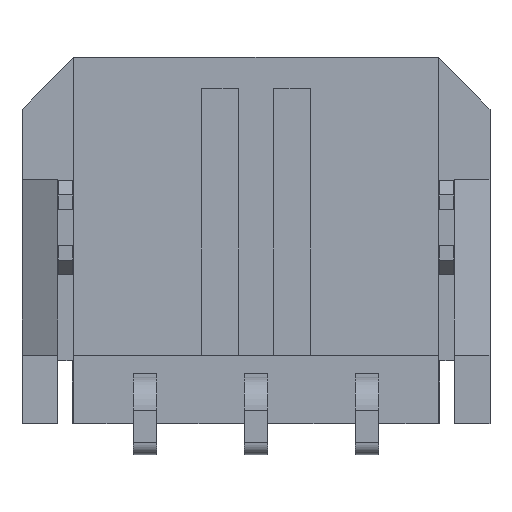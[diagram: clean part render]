
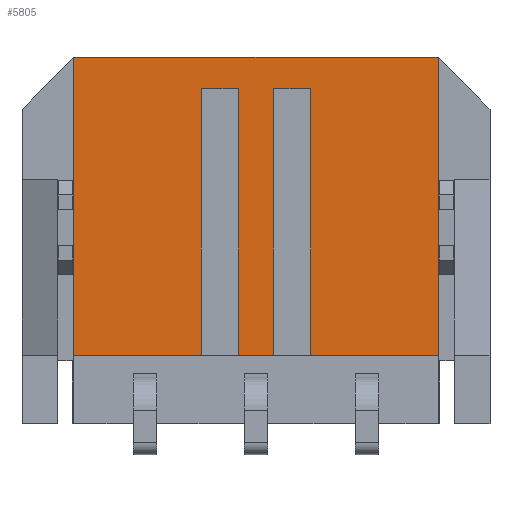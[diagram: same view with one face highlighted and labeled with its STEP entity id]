
A CAD part, front view. The second image highlights one B-rep face of the part: STEP entity #5805.
In plain terms, the highlighted planar face has unit normal (0, -1, 0).
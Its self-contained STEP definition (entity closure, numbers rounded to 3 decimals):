
#1702=DIRECTION('',(0.,0.,-1.));
#1703=VECTOR('',#1702,8.05);
#1704=CARTESIAN_POINT('',(-4.925,-1.93,4.95));
#1705=LINE('',#1704,#1703);
#1706=DIRECTION('',(1.,0.,0.));
#1707=VECTOR('',#1706,9.85);
#1708=CARTESIAN_POINT('',(-4.925,-1.93,4.95));
#1709=LINE('',#1708,#1707);
#1710=DIRECTION('',(0.,0.,-1.));
#1711=VECTOR('',#1710,8.05);
#1712=CARTESIAN_POINT('',(4.925,-1.93,4.95));
#1713=LINE('',#1712,#1711);
#1714=DIRECTION('',(-1.,0.,0.));
#1715=VECTOR('',#1714,3.45);
#1716=CARTESIAN_POINT('',(4.925,-1.93,-3.1));
#1717=LINE('',#1716,#1715);
#1718=DIRECTION('',(0.,0.,1.));
#1719=VECTOR('',#1718,7.2);
#1720=CARTESIAN_POINT('',(1.475,-1.93,-3.1));
#1721=LINE('',#1720,#1719);
#1722=DIRECTION('',(-1.,0.,0.));
#1723=VECTOR('',#1722,1.);
#1724=CARTESIAN_POINT('',(1.475,-1.93,4.1));
#1725=LINE('',#1724,#1723);
#1726=DIRECTION('',(0.,0.,1.));
#1727=VECTOR('',#1726,7.2);
#1728=CARTESIAN_POINT('',(0.475,-1.93,-3.1));
#1729=LINE('',#1728,#1727);
#1730=DIRECTION('',(-1.,0.,0.));
#1731=VECTOR('',#1730,0.95);
#1732=CARTESIAN_POINT('',(0.475,-1.93,-3.1));
#1733=LINE('',#1732,#1731);
#1734=DIRECTION('',(0.,0.,1.));
#1735=VECTOR('',#1734,7.2);
#1736=CARTESIAN_POINT('',(-0.475,-1.93,-3.1));
#1737=LINE('',#1736,#1735);
#1738=DIRECTION('',(-1.,0.,0.));
#1739=VECTOR('',#1738,1.);
#1740=CARTESIAN_POINT('',(-0.475,-1.93,4.1));
#1741=LINE('',#1740,#1739);
#1742=DIRECTION('',(0.,0.,1.));
#1743=VECTOR('',#1742,7.2);
#1744=CARTESIAN_POINT('',(-1.475,-1.93,-3.1));
#1745=LINE('',#1744,#1743);
#1746=DIRECTION('',(-1.,0.,0.));
#1747=VECTOR('',#1746,3.45);
#1748=CARTESIAN_POINT('',(-1.475,-1.93,-3.1));
#1749=LINE('',#1748,#1747);
#2917=CARTESIAN_POINT('',(0.475,-1.93,-3.1));
#2918=CARTESIAN_POINT('',(0.475,-1.93,4.1));
#2919=VERTEX_POINT('',#2917);
#2920=VERTEX_POINT('',#2918);
#2921=CARTESIAN_POINT('',(1.475,-1.93,-3.1));
#2922=CARTESIAN_POINT('',(1.475,-1.93,4.1));
#2923=VERTEX_POINT('',#2921);
#2924=VERTEX_POINT('',#2922);
#3267=CARTESIAN_POINT('',(-0.475,-1.93,-3.1));
#3268=VERTEX_POINT('',#3267);
#3269=CARTESIAN_POINT('',(-4.925,-1.93,4.95));
#3270=CARTESIAN_POINT('',(-4.925,-1.93,-3.1));
#3271=VERTEX_POINT('',#3269);
#3272=VERTEX_POINT('',#3270);
#3273=CARTESIAN_POINT('',(4.925,-1.93,4.95));
#3274=CARTESIAN_POINT('',(4.925,-1.93,-3.1));
#3275=VERTEX_POINT('',#3273);
#3276=VERTEX_POINT('',#3274);
#3493=CARTESIAN_POINT('',(-0.475,-1.93,4.1));
#3494=CARTESIAN_POINT('',(-1.475,-1.93,4.1));
#3495=VERTEX_POINT('',#3493);
#3496=VERTEX_POINT('',#3494);
#3497=CARTESIAN_POINT('',(-1.475,-1.93,-3.1));
#3498=VERTEX_POINT('',#3497);
#5779=CARTESIAN_POINT('',(-6.325,-1.93,4.95));
#5780=DIRECTION('',(0.,-1.,0.));
#5781=DIRECTION('',(0.,0.,-1.));
#5782=AXIS2_PLACEMENT_3D('',#5779,#5780,#5781);
#5783=PLANE('',#5782);
#5784=ORIENTED_EDGE('',*,*,#5769,.F.);
#5785=ORIENTED_EDGE('',*,*,#4628,.T.);
#5787=ORIENTED_EDGE('',*,*,#5786,.T.);
#5788=ORIENTED_EDGE('',*,*,#5757,.T.);
#5790=ORIENTED_EDGE('',*,*,#5789,.T.);
#5792=ORIENTED_EDGE('',*,*,#5791,.T.);
#5794=ORIENTED_EDGE('',*,*,#5793,.F.);
#5795=ORIENTED_EDGE('',*,*,#5749,.T.);
#5797=ORIENTED_EDGE('',*,*,#5796,.T.);
#5799=ORIENTED_EDGE('',*,*,#5798,.T.);
#5801=ORIENTED_EDGE('',*,*,#5800,.F.);
#5802=ORIENTED_EDGE('',*,*,#5741,.T.);
#5803=EDGE_LOOP('',(#5784,#5785,#5787,#5788,#5790,#5792,#5794,#5795,#5797,#5799,
#5801,#5802));
#5804=FACE_OUTER_BOUND('',#5803,.F.);
#5805=ADVANCED_FACE('',(#5804),#5783,.T.);
#4628=EDGE_CURVE('',#3271,#3275,#1709,.T.);
#5741=EDGE_CURVE('',#3498,#3272,#1749,.T.);
#5749=EDGE_CURVE('',#2919,#3268,#1733,.T.);
#5757=EDGE_CURVE('',#3276,#2923,#1717,.T.);
#5769=EDGE_CURVE('',#3271,#3272,#1705,.T.);
#5786=EDGE_CURVE('',#3275,#3276,#1713,.T.);
#5789=EDGE_CURVE('',#2923,#2924,#1721,.T.);
#5791=EDGE_CURVE('',#2924,#2920,#1725,.T.);
#5793=EDGE_CURVE('',#2919,#2920,#1729,.T.);
#5796=EDGE_CURVE('',#3268,#3495,#1737,.T.);
#5798=EDGE_CURVE('',#3495,#3496,#1741,.T.);
#5800=EDGE_CURVE('',#3498,#3496,#1745,.T.);
